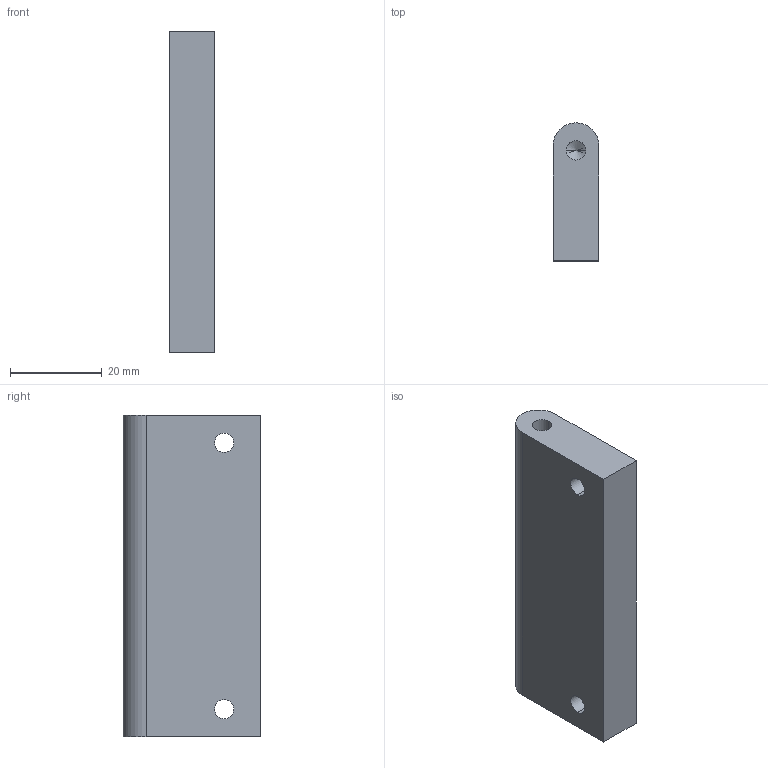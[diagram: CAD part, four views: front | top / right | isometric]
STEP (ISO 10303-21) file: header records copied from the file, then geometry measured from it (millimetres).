
FILE_DESCRIPTION (( 'STEP AP214' ), '1' );
FILE_NAME ('WXZ-USI-04-A suport pivot.STEP', '2020-12-28T10:48:39', ( '' ), ( '' ), 'SwSTEP 2.0', 'SolidWorks 2020', '' );
FILE_SCHEMA (( 'AUTOMOTIVE_DESIGN' ));
Length unit declared in the file: millimetre
Products named in the file (1): WXZ-USI-04-A suport pivot
Bounding box: 10 x 30 x 70 mm (x, y, z)
Volume: 19572.2 mm3; surface area: 6460.6 mm2
Topology: 1 solids, 1 shells, 19 faces, 47 edges, 28 vertices
Faces by surface type: cylinder 10, plane 5, cone 4
Entity records: 671 total; most frequent: DIRECTION 103, CARTESIAN_POINT 91, ORIENTED_EDGE 86, EDGE_CURVE 43, AXIS2_PLACEMENT_3D 40, VERTEX_POINT 28, EDGE_LOOP 25, VECTOR 23
